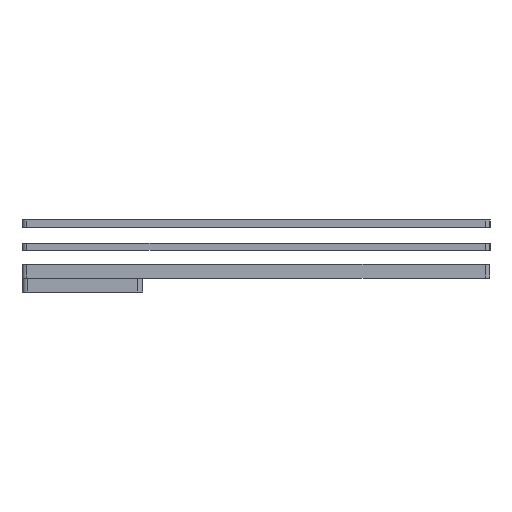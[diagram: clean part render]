
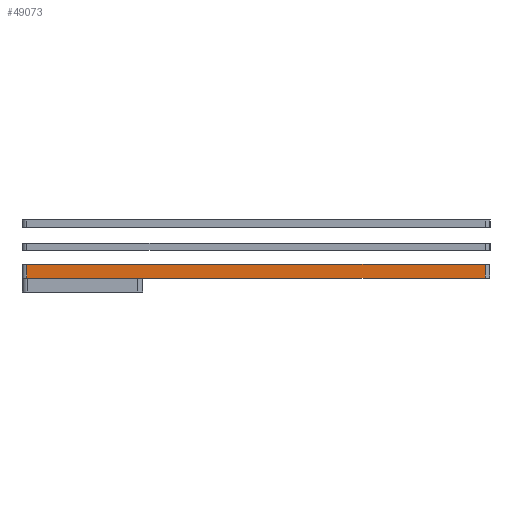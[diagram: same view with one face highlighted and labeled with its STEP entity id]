
A CAD part, left-side view. The second image highlights one B-rep face of the part: STEP entity #49073.
In plain terms, the highlighted planar face has unit normal (-1, 0, 0).
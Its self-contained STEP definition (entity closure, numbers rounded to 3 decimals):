
#47732 = PLANE('',#47733);
#47733 = AXIS2_PLACEMENT_3D('',#47734,#47735,#47736);
#47734 = CARTESIAN_POINT('',(133.35,-47.625,0.));
#47735 = DIRECTION('',(0.,-0.,-1.));
#47736 = DIRECTION('',(-1.,0.,0.));
#47760 = CYLINDRICAL_SURFACE('',#47761,1.);
#47761 = AXIS2_PLACEMENT_3D('',#47762,#47763,#47764);
#47762 = CARTESIAN_POINT('',(1.,2.,0.));
#47763 = DIRECTION('',(0.,0.,-1.));
#47764 = DIRECTION('',(-1.,0.,0.));
#47788 = PLANE('',#47789);
#47789 = AXIS2_PLACEMENT_3D('',#47790,#47791,#47792);
#47790 = CARTESIAN_POINT('',(133.35,-47.625,3.));
#47791 = DIRECTION('',(0.,-0.,-1.));
#47792 = DIRECTION('',(-1.,0.,0.));
#47829 = EDGE_CURVE('',#47830,#47832,#47834,.T.);
#47830 = VERTEX_POINT('',#47831);
#47831 = CARTESIAN_POINT('',(0.,-97.25,0.));
#47832 = VERTEX_POINT('',#47833);
#47833 = CARTESIAN_POINT('',(0.,2.,0.));
#47834 = SURFACE_CURVE('',#47835,(#47839,#47846),.PCURVE_S1.);
#47835 = LINE('',#47836,#47837);
#47836 = CARTESIAN_POINT('',(0.,-98.25,0.));
#47837 = VECTOR('',#47838,1.);
#47838 = DIRECTION('',(0.,1.,0.));
#47839 = PCURVE('',#47732,#47840);
#47840 = DEFINITIONAL_REPRESENTATION('',(#47841),#47845);
#47841 = LINE('',#47842,#47843);
#47842 = CARTESIAN_POINT('',(133.35,-50.625));
#47843 = VECTOR('',#47844,1.);
#47844 = DIRECTION('',(0.,1.));
#47845 = ( GEOMETRIC_REPRESENTATION_CONTEXT(2) 
PARAMETRIC_REPRESENTATION_CONTEXT() REPRESENTATION_CONTEXT('2D SPACE',''
  ) );
#47846 = PCURVE('',#47847,#47852);
#47847 = PLANE('',#47848);
#47848 = AXIS2_PLACEMENT_3D('',#47849,#47850,#47851);
#47849 = CARTESIAN_POINT('',(0.,-97.25,0.));
#47850 = DIRECTION('',(-1.,0.,0.));
#47851 = DIRECTION('',(0.,1.,0.));
#47852 = DEFINITIONAL_REPRESENTATION('',(#47853),#47857);
#47853 = LINE('',#47854,#47855);
#47854 = CARTESIAN_POINT('',(-1.,0.));
#47855 = VECTOR('',#47856,1.);
#47856 = DIRECTION('',(1.,0.));
#47857 = ( GEOMETRIC_REPRESENTATION_CONTEXT(2) 
PARAMETRIC_REPRESENTATION_CONTEXT() REPRESENTATION_CONTEXT('2D SPACE',''
  ) );
#48164 = CYLINDRICAL_SURFACE('',#48165,1.);
#48165 = AXIS2_PLACEMENT_3D('',#48166,#48167,#48168);
#48166 = CARTESIAN_POINT('',(1.,-97.25,0.));
#48167 = DIRECTION('',(0.,0.,-1.));
#48168 = DIRECTION('',(-1.,0.,0.));
#48541 = EDGE_CURVE('',#48542,#48544,#48546,.T.);
#48542 = VERTEX_POINT('',#48543);
#48543 = CARTESIAN_POINT('',(0.,-97.25,3.));
#48544 = VERTEX_POINT('',#48545);
#48545 = CARTESIAN_POINT('',(0.,2.,3.));
#48546 = SURFACE_CURVE('',#48547,(#48551,#48558),.PCURVE_S1.);
#48547 = LINE('',#48548,#48549);
#48548 = CARTESIAN_POINT('',(0.,-98.25,3.));
#48549 = VECTOR('',#48550,1.);
#48550 = DIRECTION('',(0.,1.,0.));
#48551 = PCURVE('',#47788,#48552);
#48552 = DEFINITIONAL_REPRESENTATION('',(#48553),#48557);
#48553 = LINE('',#48554,#48555);
#48554 = CARTESIAN_POINT('',(133.35,-50.625));
#48555 = VECTOR('',#48556,1.);
#48556 = DIRECTION('',(0.,1.));
#48557 = ( GEOMETRIC_REPRESENTATION_CONTEXT(2) 
PARAMETRIC_REPRESENTATION_CONTEXT() REPRESENTATION_CONTEXT('2D SPACE',''
  ) );
#48558 = PCURVE('',#47847,#48559);
#48559 = DEFINITIONAL_REPRESENTATION('',(#48560),#48564);
#48560 = LINE('',#48561,#48562);
#48561 = CARTESIAN_POINT('',(-1.,-3.));
#48562 = VECTOR('',#48563,1.);
#48563 = DIRECTION('',(1.,0.));
#48564 = ( GEOMETRIC_REPRESENTATION_CONTEXT(2) 
PARAMETRIC_REPRESENTATION_CONTEXT() REPRESENTATION_CONTEXT('2D SPACE',''
  ) );
#49050 = EDGE_CURVE('',#47832,#48544,#49051,.T.);
#49051 = SURFACE_CURVE('',#49052,(#49056,#49063),.PCURVE_S1.);
#49052 = LINE('',#49053,#49054);
#49053 = CARTESIAN_POINT('',(0.,2.,0.));
#49054 = VECTOR('',#49055,1.);
#49055 = DIRECTION('',(0.,0.,1.));
#49056 = PCURVE('',#47760,#49057);
#49057 = DEFINITIONAL_REPRESENTATION('',(#49058),#49062);
#49058 = LINE('',#49059,#49060);
#49059 = CARTESIAN_POINT('',(0.,0.));
#49060 = VECTOR('',#49061,1.);
#49061 = DIRECTION('',(0.,-1.));
#49062 = ( GEOMETRIC_REPRESENTATION_CONTEXT(2) 
PARAMETRIC_REPRESENTATION_CONTEXT() REPRESENTATION_CONTEXT('2D SPACE',''
  ) );
#49063 = PCURVE('',#47847,#49064);
#49064 = DEFINITIONAL_REPRESENTATION('',(#49065),#49069);
#49065 = LINE('',#49066,#49067);
#49066 = CARTESIAN_POINT('',(99.25,0.));
#49067 = VECTOR('',#49068,1.);
#49068 = DIRECTION('',(0.,-1.));
#49069 = ( GEOMETRIC_REPRESENTATION_CONTEXT(2) 
PARAMETRIC_REPRESENTATION_CONTEXT() REPRESENTATION_CONTEXT('2D SPACE',''
  ) );
#49073 = ADVANCED_FACE('',(#49074),#47847,.T.);
#49074 = FACE_BOUND('',#49075,.T.);
#49075 = EDGE_LOOP('',(#49076,#49097,#49098,#49099));
#49076 = ORIENTED_EDGE('',*,*,#49077,.T.);
#49077 = EDGE_CURVE('',#47830,#48542,#49078,.T.);
#49078 = SURFACE_CURVE('',#49079,(#49083,#49090),.PCURVE_S1.);
#49079 = LINE('',#49080,#49081);
#49080 = CARTESIAN_POINT('',(0.,-97.25,0.));
#49081 = VECTOR('',#49082,1.);
#49082 = DIRECTION('',(0.,0.,1.));
#49083 = PCURVE('',#47847,#49084);
#49084 = DEFINITIONAL_REPRESENTATION('',(#49085),#49089);
#49085 = LINE('',#49086,#49087);
#49086 = CARTESIAN_POINT('',(0.,0.));
#49087 = VECTOR('',#49088,1.);
#49088 = DIRECTION('',(0.,-1.));
#49089 = ( GEOMETRIC_REPRESENTATION_CONTEXT(2) 
PARAMETRIC_REPRESENTATION_CONTEXT() REPRESENTATION_CONTEXT('2D SPACE',''
  ) );
#49090 = PCURVE('',#48164,#49091);
#49091 = DEFINITIONAL_REPRESENTATION('',(#49092),#49096);
#49092 = LINE('',#49093,#49094);
#49093 = CARTESIAN_POINT('',(6.283,0.));
#49094 = VECTOR('',#49095,1.);
#49095 = DIRECTION('',(0.,-1.));
#49096 = ( GEOMETRIC_REPRESENTATION_CONTEXT(2) 
PARAMETRIC_REPRESENTATION_CONTEXT() REPRESENTATION_CONTEXT('2D SPACE',''
  ) );
#49097 = ORIENTED_EDGE('',*,*,#48541,.T.);
#49098 = ORIENTED_EDGE('',*,*,#49050,.F.);
#49099 = ORIENTED_EDGE('',*,*,#47829,.F.);
